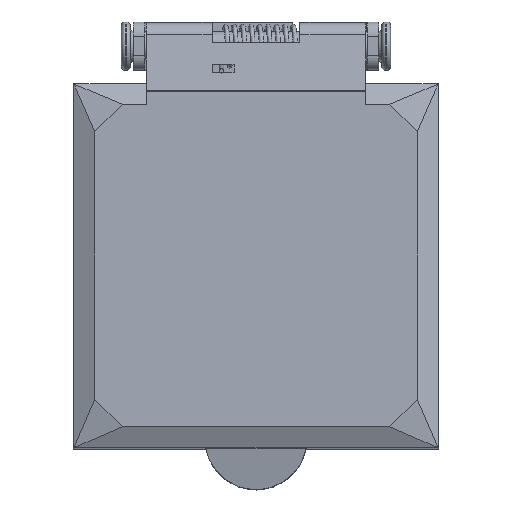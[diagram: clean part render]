
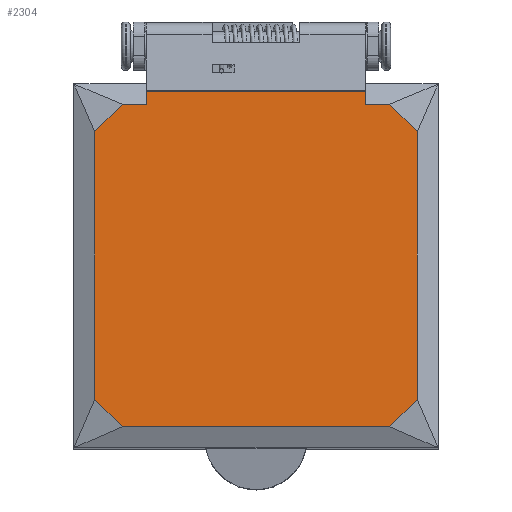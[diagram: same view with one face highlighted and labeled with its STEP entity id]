
A CAD part, top view. The second image highlights one B-rep face of the part: STEP entity #2304.
In plain terms, the highlighted planar face has unit normal (0, 0.035, 0.999).
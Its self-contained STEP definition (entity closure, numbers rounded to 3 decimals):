
#128=LINE('',#4250,#374);
#131=LINE('',#4257,#377);
#134=LINE('',#4264,#380);
#137=LINE('',#4271,#383);
#139=LINE('',#4279,#385);
#147=LINE('',#4302,#393);
#148=LINE('',#4303,#394);
#149=LINE('',#4304,#395);
#150=LINE('',#4305,#396);
#151=LINE('',#4307,#397);
#152=LINE('',#4309,#398);
#153=LINE('',#4310,#399);
#374=VECTOR('',#2922,2.659);
#377=VECTOR('',#2927,2.659);
#380=VECTOR('',#2932,2.659);
#383=VECTOR('',#2937,2.659);
#385=VECTOR('',#2943,0.89);
#393=VECTOR('',#2961,18.29);
#394=VECTOR('',#2962,18.29);
#395=VECTOR('',#2963,18.29);
#396=VECTOR('',#2964,1.645);
#397=VECTOR('',#2965,15.);
#398=VECTOR('',#2966,0.89);
#399=VECTOR('',#2967,1.645);
#591=PLANE('',#2494);
#745=FACE_OUTER_BOUND('',#903,.T.);
#903=EDGE_LOOP('',(#1924,#1925,#1926,#1927,#1928,#1929,#1930,#1931,#1932,
#1933,#1934,#1935));
#1152=VERTEX_POINT('',#4246);
#1153=VERTEX_POINT('',#4248);
#1155=VERTEX_POINT('',#4253);
#1156=VERTEX_POINT('',#4255);
#1158=VERTEX_POINT('',#4260);
#1159=VERTEX_POINT('',#4262);
#1161=VERTEX_POINT('',#4267);
#1162=VERTEX_POINT('',#4269);
#1165=VERTEX_POINT('',#4276);
#1166=VERTEX_POINT('',#4278);
#1177=VERTEX_POINT('',#4306);
#1178=VERTEX_POINT('',#4308);
#1418=EDGE_CURVE('',#1152,#1153,#128,.T.);
#1421=EDGE_CURVE('',#1155,#1156,#131,.T.);
#1424=EDGE_CURVE('',#1158,#1159,#134,.T.);
#1427=EDGE_CURVE('',#1161,#1162,#137,.T.);
#1430=EDGE_CURVE('',#1166,#1165,#139,.T.);
#1442=EDGE_CURVE('',#1162,#1158,#147,.T.);
#1443=EDGE_CURVE('',#1159,#1155,#148,.T.);
#1444=EDGE_CURVE('',#1156,#1152,#149,.T.);
#1445=EDGE_CURVE('',#1153,#1166,#150,.T.);
#1446=EDGE_CURVE('',#1177,#1165,#151,.T.);
#1447=EDGE_CURVE('',#1177,#1178,#152,.T.);
#1448=EDGE_CURVE('',#1178,#1161,#153,.T.);
#1924=ORIENTED_EDGE('',*,*,#1427,.T.);
#1925=ORIENTED_EDGE('',*,*,#1442,.T.);
#1926=ORIENTED_EDGE('',*,*,#1424,.T.);
#1927=ORIENTED_EDGE('',*,*,#1443,.T.);
#1928=ORIENTED_EDGE('',*,*,#1421,.T.);
#1929=ORIENTED_EDGE('',*,*,#1444,.T.);
#1930=ORIENTED_EDGE('',*,*,#1418,.T.);
#1931=ORIENTED_EDGE('',*,*,#1445,.T.);
#1932=ORIENTED_EDGE('',*,*,#1430,.T.);
#1933=ORIENTED_EDGE('',*,*,#1446,.F.);
#1934=ORIENTED_EDGE('',*,*,#1447,.T.);
#1935=ORIENTED_EDGE('',*,*,#1448,.T.);
#2304=ADVANCED_FACE('',(#745),#591,.T.);
#2494=AXIS2_PLACEMENT_3D('',#4301,#2959,#2960);
#2922=DIRECTION('',(-0.707,0.707,-0.025));
#2927=DIRECTION('',(0.707,0.707,-0.025));
#2932=DIRECTION('',(0.707,-0.707,0.025));
#2937=DIRECTION('',(-0.707,-0.707,0.025));
#2943=DIRECTION('',(0.,0.999,-0.035));
#2959=DIRECTION('center_axis',(0.,0.035,
0.999));
#2960=DIRECTION('ref_axis',(1.,0.,0.));
#2961=DIRECTION('',(0.,-0.999,0.035));
#2962=DIRECTION('',(1.,0.,0.));
#2963=DIRECTION('',(0.,0.999,-0.035));
#2964=DIRECTION('',(-1.,0.,0.));
#2965=DIRECTION('',(1.,0.,0.));
#2966=DIRECTION('',(0.,-0.999,0.035));
#2967=DIRECTION('',(-1.,0.,0.));
#4246=CARTESIAN_POINT('',(12.638,11.063,-3.327));
#4248=CARTESIAN_POINT('',(10.758,12.942,-3.393));
#4250=CARTESIAN_POINT('',(15.281,8.423,-3.236));
#4253=CARTESIAN_POINT('',(10.758,-9.094,-2.627));
#4255=CARTESIAN_POINT('',(12.638,-7.216,-2.692));
#4257=CARTESIAN_POINT('',(8.116,-11.735,-2.535));
#4260=CARTESIAN_POINT('',(-9.412,-7.216,-2.692));
#4262=CARTESIAN_POINT('',(-7.532,-9.094,-2.627));
#4264=CARTESIAN_POINT('',(-5.829,-10.796,-2.568));
#4267=CARTESIAN_POINT('',(-7.532,12.942,-3.393));
#4269=CARTESIAN_POINT('',(-9.412,11.063,-3.327));
#4271=CARTESIAN_POINT('',(-11.114,9.362,-3.268));
#4276=CARTESIAN_POINT('',(9.113,13.832,-3.423));
#4278=CARTESIAN_POINT('',(9.113,12.942,-3.393));
#4279=CARTESIAN_POINT('',(9.113,1.212,-2.985));
#4301=CARTESIAN_POINT('Origin',(1.613,-10.519,-2.577));
#4302=CARTESIAN_POINT('',(-9.412,1.212,-2.985));
#4303=CARTESIAN_POINT('',(-3.899,-9.094,-2.627));
#4304=CARTESIAN_POINT('',(12.638,-9.806,-2.602));
#4305=CARTESIAN_POINT('',(7.126,12.942,-3.393));
#4306=CARTESIAN_POINT('',(-5.887,13.832,-3.423));
#4307=CARTESIAN_POINT('',(1.613,13.832,-3.423));
#4308=CARTESIAN_POINT('',(-5.887,12.942,-3.393));
#4309=CARTESIAN_POINT('',(-5.887,2.135,-3.017));
#4310=CARTESIAN_POINT('',(-2.137,12.942,-3.393));
